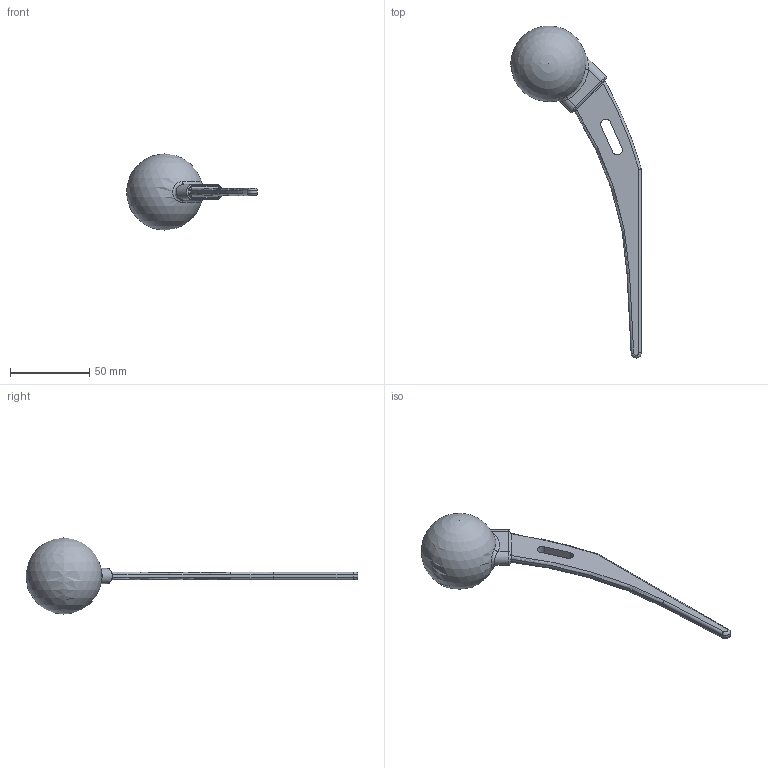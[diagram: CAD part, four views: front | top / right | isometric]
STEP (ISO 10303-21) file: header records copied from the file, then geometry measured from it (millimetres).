
FILE_DESCRIPTION(/* description */ (''),/* implementation_level */ '2;1');
FILE_NAME(/* name */ 'Endoproteza.stp',/* time_stamp */ '2021-12-14T15:33:12+01:00',/* author */ ('Adam'),/* organization */ (''),/* preprocessor_version */ 'ST-DEVELOPER v18.1',/* originating_system */ 'Autodesk Inventor 2022',/* authorisation */ '');
FILE_SCHEMA (('AUTOMOTIVE_DESIGN { 1 0 10303 214 3 1 1 }'));
Length unit declared in the file: millimetre
Products named in the file (1): Endoproteza
Bounding box: 82.29 x 209.2 x 48 mm (x, y, z)
Volume: 72232.7 mm3; surface area: 14176.3 mm2
Topology: 1 solids, 1 shells, 43 faces, 99 edges, 58 vertices
Faces by surface type: cylinder 17, plane 9, bspline 8, torus 8, sphere 1
Entity records: 1552 total; most frequent: CARTESIAN_POINT 560, DIRECTION 202, ORIENTED_EDGE 194, EDGE_CURVE 97, AXIS2_PLACEMENT_3D 83, VERTEX_POINT 58, EDGE_LOOP 47, CIRCLE 47
